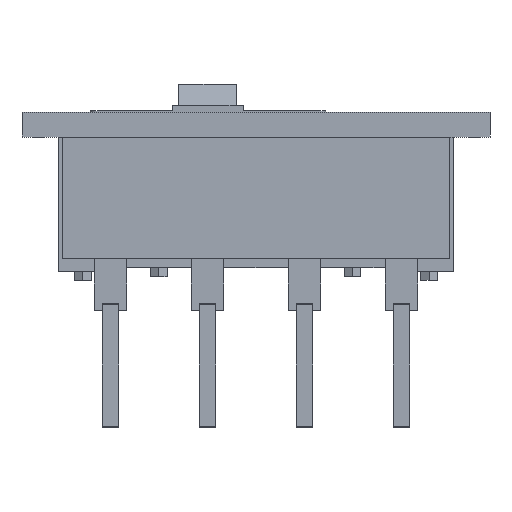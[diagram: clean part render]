
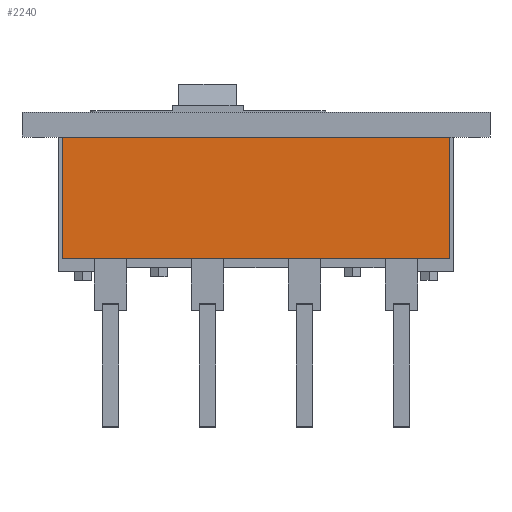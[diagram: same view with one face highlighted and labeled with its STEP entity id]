
A CAD part, front view. The second image highlights one B-rep face of the part: STEP entity #2240.
In plain terms, the highlighted planar face has unit normal (0, -1, 0).
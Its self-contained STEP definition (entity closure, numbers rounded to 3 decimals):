
#1850=CARTESIAN_POINT('',(56.234,-136.5,-379.703));
#1860=DIRECTION('',(0.,-1.,0.));
#1870=DIRECTION('',(0.,0.,1.));
#1880=AXIS2_PLACEMENT_3D('',#1850,#1860,#1870);
#1890=PLANE('',#1880);
#1900=CARTESIAN_POINT('',(174.8,-136.5,0.));
#1910=DIRECTION('',(0.,0.,-1.));
#1920=VECTOR('',#1910,1.);
#1930=LINE('',#1900,#1920);
#1940=CARTESIAN_POINT('',(174.8,-136.5,-320.4));
#1950=VERTEX_POINT('',#1940);
#1960=CARTESIAN_POINT('',(174.8,-136.5,-408.4));
#1970=VERTEX_POINT('',#1960);
#1980=EDGE_CURVE('',#1950,#1970,#1930,.T.);
#1990=ORIENTED_EDGE('',*,*,#1980,.F.);
#2000=CARTESIAN_POINT('',(0.,-136.5,-408.4));
#2010=DIRECTION('',(-1.,0.,0.));
#2020=VECTOR('',#2010,1.);
#2030=LINE('',#2000,#2020);
#2040=CARTESIAN_POINT('',(-104.8,-136.5,-408.4));
#2050=VERTEX_POINT('',#2040);
#2060=EDGE_CURVE('',#1970,#2050,#2030,.T.);
#2070=ORIENTED_EDGE('',*,*,#2060,.F.);
#2080=CARTESIAN_POINT('',(-104.8,-136.5,0.));
#2090=DIRECTION('',(0.,0.,1.));
#2100=VECTOR('',#2090,1.);
#2110=LINE('',#2080,#2100);
#2120=CARTESIAN_POINT('',(-104.8,-136.5,-320.4));
#2130=VERTEX_POINT('',#2120);
#2140=EDGE_CURVE('',#2050,#2130,#2110,.T.);
#2150=ORIENTED_EDGE('',*,*,#2140,.F.);
#2160=CARTESIAN_POINT('',(0.,-136.5,-320.4));
#2170=DIRECTION('',(1.,0.,0.));
#2180=VECTOR('',#2170,1.);
#2190=LINE('',#2160,#2180);
#2200=EDGE_CURVE('',#2130,#1950,#2190,.T.);
#2210=ORIENTED_EDGE('',*,*,#2200,.F.);
#2220=EDGE_LOOP('',(#2210,#2150,#2070,#1990));
#2230=FACE_OUTER_BOUND('',#2220,.T.);
#2240=ADVANCED_FACE('',(#2230),#1890,.T.);
